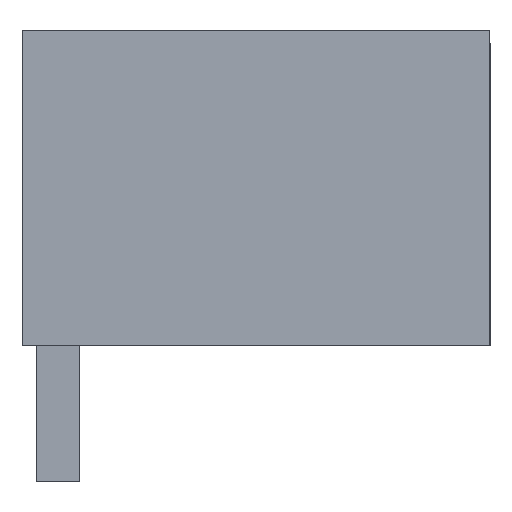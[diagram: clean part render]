
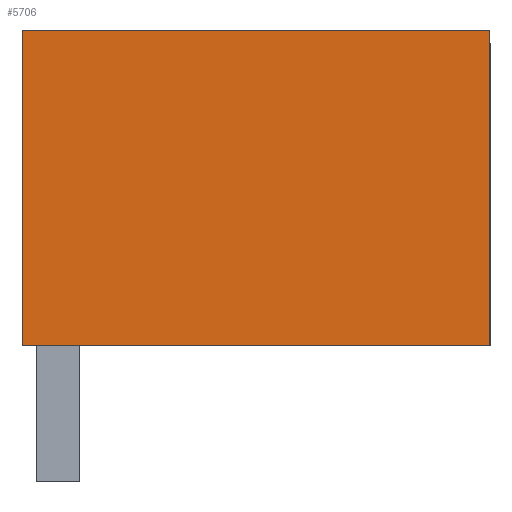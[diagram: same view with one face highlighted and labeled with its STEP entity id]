
A CAD part, left-side view. The second image highlights one B-rep face of the part: STEP entity #5706.
In plain terms, the highlighted planar face has unit normal (-1, 0, 0).
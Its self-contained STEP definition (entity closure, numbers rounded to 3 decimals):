
#5693=AXIS2_PLACEMENT_3D('Plane Axis2P3D',#5690,#5691,#5692) ;
#2012=CARTESIAN_POINT('Vertex',(0.,11.05,3.2)) ;
#2015=CARTESIAN_POINT('Line Origine',(0.,11.05,6.925)) ;
#2019=CARTESIAN_POINT('Vertex',(0.,11.05,10.65)) ;
#2367=CARTESIAN_POINT('Line Origine',(0.,5.525,3.2)) ;
#2371=CARTESIAN_POINT('Vertex',(0.,0.,3.2)) ;
#4812=CARTESIAN_POINT('Line Origine',(0.,5.525,10.65)) ;
#4816=CARTESIAN_POINT('Vertex',(0.,0.,10.65)) ;
#5690=CARTESIAN_POINT('Axis2P3D Location',(0.,-2.377,0.)) ;
#5695=CARTESIAN_POINT('Line Origine',(0.,0.,6.925)) ;
#2016=DIRECTION('Vector Direction',(0.,0.,-1.)) ;
#2368=DIRECTION('Vector Direction',(0.,1.,0.)) ;
#4813=DIRECTION('Vector Direction',(0.,-1.,0.)) ;
#5691=DIRECTION('Axis2P3D Direction',(1.,-0.,0.)) ;
#5692=DIRECTION('Axis2P3D XDirection',(0.,1.,0.)) ;
#5696=DIRECTION('Vector Direction',(0.,0.,1.)) ;
#2017=VECTOR('Line Direction',#2016,1.) ;
#2369=VECTOR('Line Direction',#2368,1.) ;
#4814=VECTOR('Line Direction',#4813,1.) ;
#5697=VECTOR('Line Direction',#5696,1.) ;
#5701=ORIENTED_EDGE('',*,*,#4818,.F.) ;
#5702=ORIENTED_EDGE('',*,*,#2021,.T.) ;
#5703=ORIENTED_EDGE('',*,*,#2373,.F.) ;
#5704=ORIENTED_EDGE('',*,*,#5699,.T.) ;
#5706=ADVANCED_FACE('HOUSING',(#5705),#5694,.F.) ;
#2021=EDGE_CURVE('',#2020,#2013,#2018,.T.) ;
#2373=EDGE_CURVE('',#2372,#2013,#2370,.T.) ;
#4818=EDGE_CURVE('',#2020,#4817,#4815,.T.) ;
#5699=EDGE_CURVE('',#2372,#4817,#5698,.T.) ;
#5700=EDGE_LOOP('',(#5701,#5702,#5703,#5704)) ;
#5705=FACE_OUTER_BOUND('',#5700,.T.) ;
#2018=LINE('Line',#2015,#2017) ;
#2370=LINE('Line',#2367,#2369) ;
#4815=LINE('Line',#4812,#4814) ;
#5698=LINE('Line',#5695,#5697) ;
#5694=PLANE('',#5693) ;
#2013=VERTEX_POINT('',#2012) ;
#2020=VERTEX_POINT('',#2019) ;
#2372=VERTEX_POINT('',#2371) ;
#4817=VERTEX_POINT('',#4816) ;
